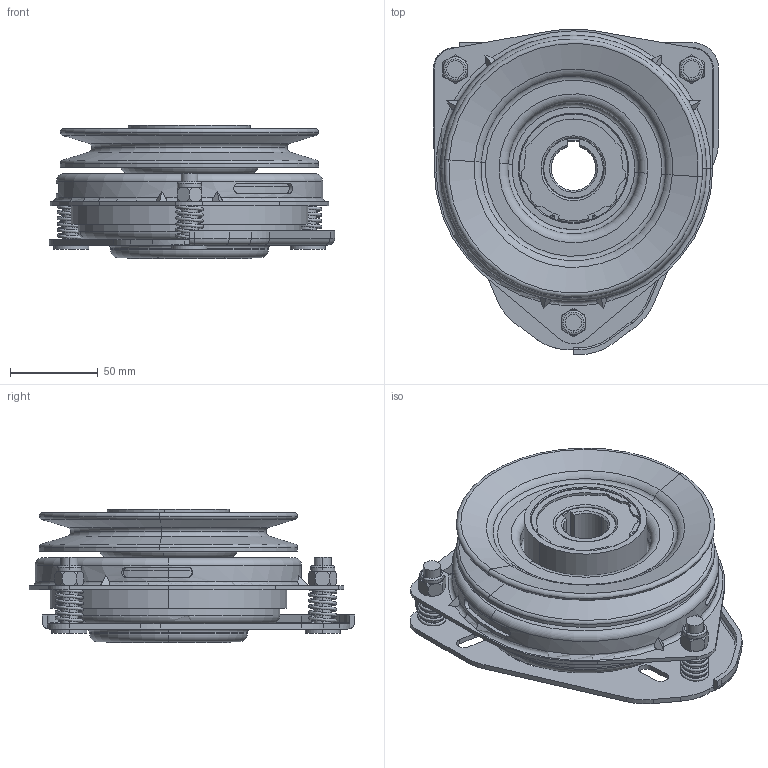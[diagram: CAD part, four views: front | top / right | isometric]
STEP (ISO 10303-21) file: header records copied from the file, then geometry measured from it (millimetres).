
FILE_DESCRIPTION (( 'STEP AP203' ), '1' );
FILE_NAME ('52833000_MGCL&BR.STEP', '2016-08-30T07:10:31', ( '' ), ( '' ), 'SwSTEP 2.0', 'SolidWorks 2014', '' );
FILE_SCHEMA (( 'CONFIG_CONTROL_DESIGN' ));
Length unit declared in the file: millimetre
Products named in the file (1): 52833000_MGCL&BR
Bounding box: 162.9 x 185.67 x 76.1 mm (x, y, z)
Volume: 753309.3 mm3; surface area: 219898 mm2
Topology: 1 solids, 20 shells, 886 faces, 2253 edges, 1424 vertices
Faces by surface type: plane 328, cylinder 320, torus 102, cone 92, sphere 32, bspline 12
Entity records: 32384 total; most frequent: CARTESIAN_POINT 10134, DIRECTION 4977, ORIENTED_EDGE 4474, EDGE_CURVE 2237, AXIS2_PLACEMENT_3D 2017, VERTEX_POINT 1424, CIRCLE 1142, EDGE_LOOP 1043
